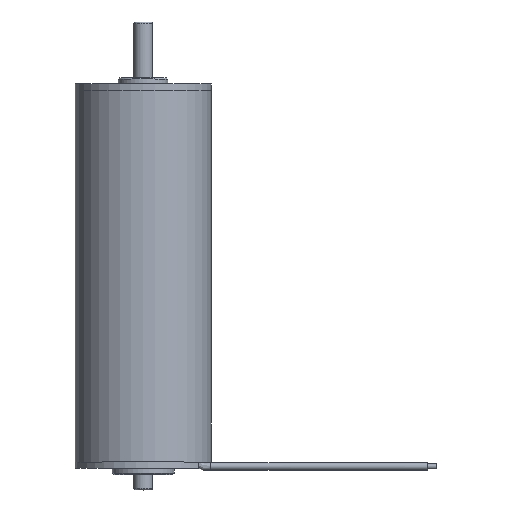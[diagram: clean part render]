
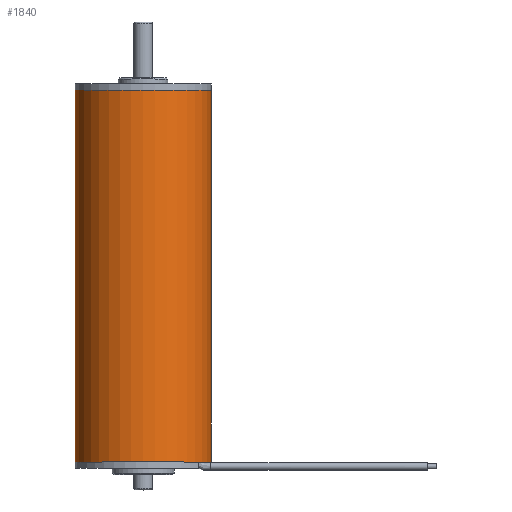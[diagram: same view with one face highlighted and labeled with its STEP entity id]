
A CAD part, top view. The second image highlights one B-rep face of the part: STEP entity #1840.
In plain terms, the highlighted cylindrical face has radius 11 mm (diameter 22 mm), a full revolution.
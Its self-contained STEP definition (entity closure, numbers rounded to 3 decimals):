
#461 = EDGE_CURVE ( 'NONE', #10033, #10033, #830, .T. ) ;
#724 = VERTEX_POINT ( 'NONE', #7531 ) ;
#830 = CIRCLE ( 'NONE', #9469, 11. ) ;
#1193 = DIRECTION ( 'NONE',  ( 0., -1., 0. ) ) ;
#1524 = ORIENTED_EDGE ( 'NONE', *, *, #461, .F. ) ;
#1540 = CARTESIAN_POINT ( 'NONE',  ( 0., 0., -11. ) ) ;
#1840 = ADVANCED_FACE ( 'NONE', ( #9594, #4802 ), #7387, .T. ) ;
#1996 = EDGE_LOOP ( 'NONE', ( #4925 ) ) ;
#2137 = CARTESIAN_POINT ( 'NONE',  ( 0., 0., 0. ) ) ;
#2231 = AXIS2_PLACEMENT_3D ( 'NONE', #6486, #10336, #10122 ) ;
#2316 = EDGE_CURVE ( 'NONE', #724, #724, #12274, .T. ) ;
#4242 = AXIS2_PLACEMENT_3D ( 'NONE', #9040, #9999, #8981 ) ;
#4802 = FACE_OUTER_BOUND ( 'NONE', #5548, .T. ) ;
#4925 = ORIENTED_EDGE ( 'NONE', *, *, #2316, .T. ) ;
#5548 = EDGE_LOOP ( 'NONE', ( #1524 ) ) ;
#5905 = DIRECTION ( 'NONE',  ( 0., 0., -1. ) ) ;
#6486 = CARTESIAN_POINT ( 'NONE',  ( 0., 0., 0. ) ) ;
#7387 = CYLINDRICAL_SURFACE ( 'NONE', #2231, 11. ) ;
#7531 = CARTESIAN_POINT ( 'NONE',  ( 0., 60., -11. ) ) ;
#8981 = DIRECTION ( 'NONE',  ( 0., 0., -1. ) ) ;
#9040 = CARTESIAN_POINT ( 'NONE',  ( 0., 60., 0. ) ) ;
#9469 = AXIS2_PLACEMENT_3D ( 'NONE', #2137, #1193, #5905 ) ;
#9594 = FACE_OUTER_BOUND ( 'NONE', #1996, .T. ) ;
#9999 = DIRECTION ( 'NONE',  ( 0., -1., 0. ) ) ;
#10033 = VERTEX_POINT ( 'NONE', #1540 ) ;
#10122 = DIRECTION ( 'NONE',  ( 0., 0., -1. ) ) ;
#10336 = DIRECTION ( 'NONE',  ( 0., -1., 0. ) ) ;
#12274 = CIRCLE ( 'NONE', #4242, 11. ) ;
